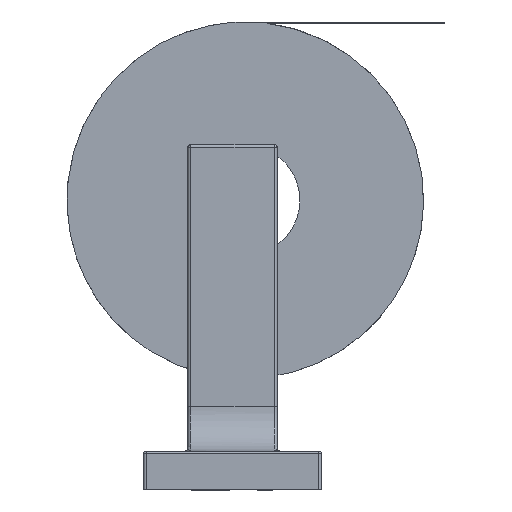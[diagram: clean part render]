
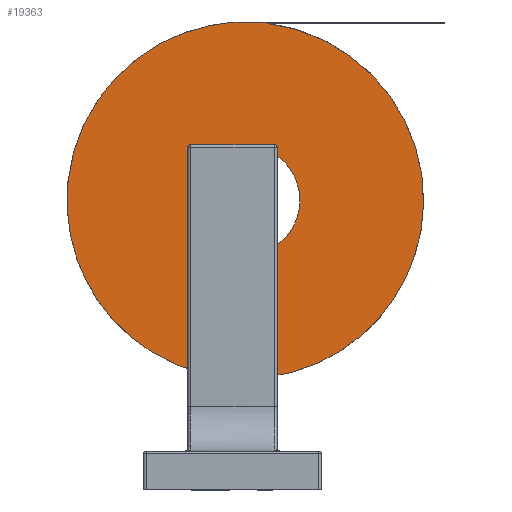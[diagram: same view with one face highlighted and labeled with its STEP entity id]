
A CAD part, left-side view. The second image highlights one B-rep face of the part: STEP entity #19363.
In plain terms, the highlighted free-form (B-spline) face has degree [1, 1] with [2, 2] control points.
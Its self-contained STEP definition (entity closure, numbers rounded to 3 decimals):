
#19182 = VERTEX_POINT('',#19183);
#19183 = CARTESIAN_POINT('',(-71.836,-5.163,
    118.978));
#19188 = EDGE_CURVE('',#19182,#19189,#19191,.T.);
#19189 = VERTEX_POINT('',#19190);
#19190 = CARTESIAN_POINT('',(-71.836,-85.552,
    118.978));
#19191 = B_SPLINE_CURVE_WITH_KNOTS('',1,(#19192,#19193),.UNSPECIFIED.,
  .F.,.F.,(2,2),(0.,56.849),
  .PIECEWISE_BEZIER_KNOTS.);
#19192 = CARTESIAN_POINT('',(-71.836,-5.163,
    118.978));
#19193 = CARTESIAN_POINT('',(-71.836,-85.552,
    118.978));
#19221 = VERTEX_POINT('',#19222);
#19222 = CARTESIAN_POINT('',(-71.836,-14.125,
    118.417));
#19227 = EDGE_CURVE('',#19221,#19182,#19228,.T.);
#19228 = ( BOUNDED_CURVE() B_SPLINE_CURVE(2,(#19229,#19230,#19231,#19232
    ,#19233,#19234,#19235),.UNSPECIFIED.,.F.,.F.) 
B_SPLINE_CURVE_WITH_KNOTS((3,2,2,3),(3.267,5.319,
7.372,9.425),.PIECEWISE_BEZIER_KNOTS.) CURVE() 
GEOMETRIC_REPRESENTATION_ITEM() RATIONAL_B_SPLINE_CURVE((1.,
    0.518,1.,0.518,1.,0.518,1.)) 
REPRESENTATION_ITEM('') );
#19229 = CARTESIAN_POINT('',(-71.836,-14.125,
    118.417));
#19230 = CARTESIAN_POINT('',(-71.836,-131.839,
    103.615));
#19231 = CARTESIAN_POINT('',(-71.836,-64.167,
    6.167));
#19232 = CARTESIAN_POINT('',(-71.836,3.505,
    -91.28));
#19233 = CARTESIAN_POINT('',(-71.836,58.491,
    13.849));
#19234 = CARTESIAN_POINT('',(-71.836,113.477,
    118.978));
#19235 = CARTESIAN_POINT('',(-71.836,-5.163,
    118.978));
#19264 = VERTEX_POINT('',#19265);
#19265 = CARTESIAN_POINT('',(-71.836,-85.552,
    118.417));
#19270 = EDGE_CURVE('',#19264,#19221,#19271,.T.);
#19271 = B_SPLINE_CURVE_WITH_KNOTS('',1,(#19272,#19273),.UNSPECIFIED.,
  .F.,.F.,(2,2),(0.,50.511),.PIECEWISE_BEZIER_KNOTS.);
#19272 = CARTESIAN_POINT('',(-71.836,-85.552,
    118.417));
#19273 = CARTESIAN_POINT('',(-71.836,-14.125,
    118.417));
#19290 = EDGE_CURVE('',#19189,#19264,#19291,.T.);
#19291 = B_SPLINE_CURVE_WITH_KNOTS('',1,(#19292,#19293),.UNSPECIFIED.,
  .F.,.F.,(2,2),(0.,0.397),.PIECEWISE_BEZIER_KNOTS.);
#19292 = CARTESIAN_POINT('',(-71.836,-85.552,
    118.978));
#19293 = CARTESIAN_POINT('',(-71.836,-85.552,
    118.417));
#19317 = VERTEX_POINT('',#19318);
#19318 = CARTESIAN_POINT('',(-71.836,-5.163,
    25.142));
#19323 = EDGE_CURVE('',#19317,#19317,#19324,.T.);
#19324 = ( BOUNDED_CURVE() B_SPLINE_CURVE(2,(#19325,#19326,#19327,#19328
    ,#19329,#19330,#19331),.UNSPECIFIED.,.T.,.F.) 
B_SPLINE_CURVE_WITH_KNOTS((1,2,2,2,2,1),(-2.094,0.,
    2.094,4.189,6.283,8.378),
.UNSPECIFIED.) CURVE() GEOMETRIC_REPRESENTATION_ITEM() 
RATIONAL_B_SPLINE_CURVE((1.,0.5,1.,0.5,1.,0.5,1.)) REPRESENTATION_ITEM(
  '') );
#19325 = CARTESIAN_POINT('',(-71.836,-5.163,
    25.142));
#19326 = CARTESIAN_POINT('',(-71.836,32.941,
    25.142));
#19327 = CARTESIAN_POINT('',(-71.836,13.889,
    58.142));
#19328 = CARTESIAN_POINT('',(-71.836,-5.163,
    91.141));
#19329 = CARTESIAN_POINT('',(-71.836,-24.215,
    58.142));
#19330 = CARTESIAN_POINT('',(-71.836,-43.268,
    25.142));
#19331 = CARTESIAN_POINT('',(-71.836,-5.163,
    25.142));
#19363 = ADVANCED_FACE('',(#19364,#19367),#19373,.F.);
#19364 = FACE_BOUND('',#19365,.T.);
#19365 = EDGE_LOOP('',(#19366));
#19366 = ORIENTED_EDGE('',*,*,#19323,.T.);
#19367 = FACE_BOUND('',#19368,.T.);
#19368 = EDGE_LOOP('',(#19369,#19370,#19371,#19372));
#19369 = ORIENTED_EDGE('',*,*,#19290,.F.);
#19370 = ORIENTED_EDGE('',*,*,#19188,.F.);
#19371 = ORIENTED_EDGE('',*,*,#19227,.F.);
#19372 = ORIENTED_EDGE('',*,*,#19270,.F.);
#19373 = B_SPLINE_SURFACE_WITH_KNOTS('',1,1,(
    (#19374,#19375)
    ,(#19376,#19377
    )),.UNSPECIFIED.,.F.,.F.,.F.,(2,2),(2,2),(-48.987,
    58.662),(-66.515,35.085),
  .PIECEWISE_BEZIER_KNOTS.);
#19374 = CARTESIAN_POINT('',(-71.836,-85.552,
    -24.693));
#19375 = CARTESIAN_POINT('',(-71.836,-85.552,
    118.978));
#19376 = CARTESIAN_POINT('',(-71.836,66.672,
    -24.693));
#19377 = CARTESIAN_POINT('',(-71.836,66.672,
    118.978));
